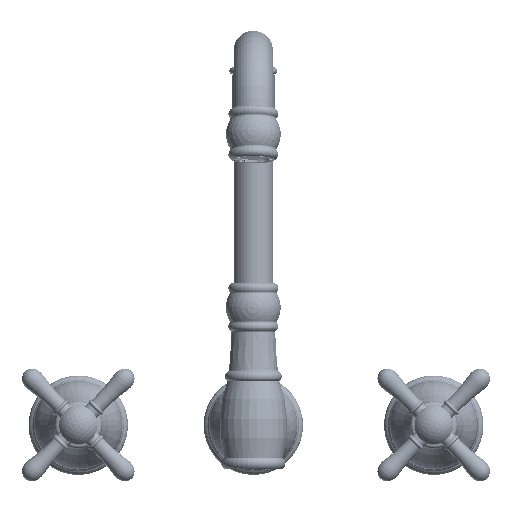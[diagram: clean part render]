
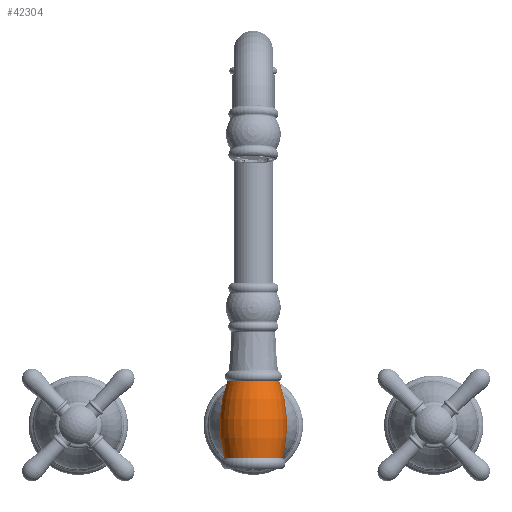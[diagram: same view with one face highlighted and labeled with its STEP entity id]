
A CAD part, top view. The second image highlights one B-rep face of the part: STEP entity #42304.
In plain terms, the highlighted toroidal (fillet/blend) face has major radius 53.014 mm and minor radius 72 mm.
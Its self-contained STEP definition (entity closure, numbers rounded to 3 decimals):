
#910 = CARTESIAN_POINT ( 'NONE',  ( 0., 50., 0. ) ) ;
#1297 = ORIENTED_EDGE ( 'NONE', *, *, #87394, .F. ) ;
#2214 = CARTESIAN_POINT ( 'NONE',  ( 0., 24.983, 0. ) ) ;
#10539 = EDGE_CURVE ( 'NONE', #69936, #113659, #60040, .T. ) ;
#14444 = EDGE_CURVE ( 'NONE', #16224, #69936, #105561, .T. ) ;
#16224 = VERTEX_POINT ( 'NONE', #63636 ) ;
#18718 = DIRECTION ( 'NONE',  ( 0., 0., -1. ) ) ;
#24816 = DIRECTION ( 'NONE',  ( 0., 0., 1. ) ) ;
#26521 = CARTESIAN_POINT ( 'NONE',  ( 0., 50., -14.5 ) ) ;
#26907 = TOROIDAL_SURFACE ( 'NONE', #72179, -53.014, 72. ) ;
#27443 = DIRECTION ( 'NONE',  ( 0., 1., 0. ) ) ;
#31055 = CIRCLE ( 'NONE', #68675, 14.5 ) ;
#38392 = VERTEX_POINT ( 'NONE', #91579 ) ;
#39256 = CARTESIAN_POINT ( 'NONE',  ( 0., 6.548, -16.586 ) ) ;
#42304 = ADVANCED_FACE ( 'NONE', ( #93120 ), #26907, .T. ) ;
#45776 = DIRECTION ( 'NONE',  ( 0., 0., 1. ) ) ;
#50986 = EDGE_CURVE ( 'NONE', #16224, #38392, #99276, .T. ) ;
#54751 = CARTESIAN_POINT ( 'NONE',  ( 0., 24.983, 53.014 ) ) ;
#60040 = CIRCLE ( 'NONE', #65700, 72. ) ;
#63636 = CARTESIAN_POINT ( 'NONE',  ( 0., 6.548, 16.586 ) ) ;
#64693 = DIRECTION ( 'NONE',  ( -1., 0., 0. ) ) ;
#65700 = AXIS2_PLACEMENT_3D ( 'NONE', #54751, #99636, #18718 ) ;
#68675 = AXIS2_PLACEMENT_3D ( 'NONE', #910, #27443, #45776 ) ;
#69936 = VERTEX_POINT ( 'NONE', #39256 ) ;
#70845 = DIRECTION ( 'NONE',  ( 0., 1., 0. ) ) ;
#71752 = CARTESIAN_POINT ( 'NONE',  ( 0., 24.983, -53.014 ) ) ;
#72179 = AXIS2_PLACEMENT_3D ( 'NONE', #2214, #92539, #74197 ) ;
#74124 = EDGE_LOOP ( 'NONE', ( #78269, #105426, #1297, #111864 ) ) ;
#74197 = DIRECTION ( 'NONE',  ( 0., 0., 1. ) ) ;
#78269 = ORIENTED_EDGE ( 'NONE', *, *, #14444, .T. ) ;
#86848 = CARTESIAN_POINT ( 'NONE',  ( 0., 6.548, 0. ) ) ;
#87394 = EDGE_CURVE ( 'NONE', #38392, #113659, #31055, .T. ) ;
#89812 = AXIS2_PLACEMENT_3D ( 'NONE', #71752, #64693, #90091 ) ;
#90091 = DIRECTION ( 'NONE',  ( 0., 0., 1. ) ) ;
#91579 = CARTESIAN_POINT ( 'NONE',  ( 0., 50., 14.5 ) ) ;
#92539 = DIRECTION ( 'NONE',  ( 0., 1., 0. ) ) ;
#93120 = FACE_OUTER_BOUND ( 'NONE', #74124, .T. ) ;
#99276 = CIRCLE ( 'NONE', #89812, 72. ) ;
#99636 = DIRECTION ( 'NONE',  ( 1., 0., 0. ) ) ;
#101797 = AXIS2_PLACEMENT_3D ( 'NONE', #86848, #70845, #24816 ) ;
#105426 = ORIENTED_EDGE ( 'NONE', *, *, #10539, .T. ) ;
#105561 = CIRCLE ( 'NONE', #101797, 16.586 ) ;
#111864 = ORIENTED_EDGE ( 'NONE', *, *, #50986, .F. ) ;
#113659 = VERTEX_POINT ( 'NONE', #26521 ) ;
